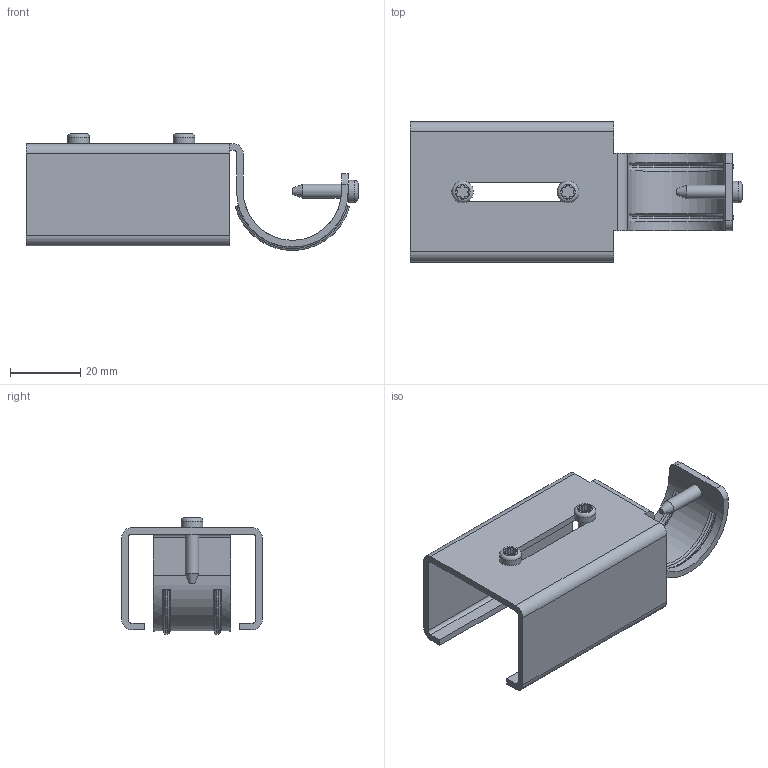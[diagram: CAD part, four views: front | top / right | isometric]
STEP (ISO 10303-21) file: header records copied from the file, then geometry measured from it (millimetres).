
FILE_DESCRIPTION(/* description */ ('Variabilní držák válečkové tratě typ M'),/* implementation_level */ '2;1');
FILE_NAME(/* name */ '700413.stp',/* time_stamp */ '2020-12-11T11:43:06+01:00',/* author */ (''),/* organization */ ('Alutec K&K'),/* preprocessor_version */ 'ST-DEVELOPER v18.1',/* originating_system */ 'Autodesk Inventor 2021',/* authorisation */ '');
FILE_SCHEMA (('AUTOMOTIVE_DESIGN { 1 0 10303 214 3 1 1 }'));
Length unit declared in the file: millimetre
Products named in the file (3): 700413; 700413_001; 700413_002
Assembly tree (4 placements, depth 2):
  700413
    700413_001
    700413_002  x3
Bounding box: 94.6 x 40 x 33.24 mm (x, y, z)
Volume: 14209.7 mm3; surface area: 16360.4 mm2
Topology: 4 solids, 4 shells, 165 faces, 442 edges, 293 vertices
Faces by surface type: plane 80, cylinder 63, torus 19, cone 3
Full cylindrical faces by diameter (mm): 3.9 x3, 4.2 x1, 6.2 x3
Entity records: 3389 total; most frequent: DIRECTION 612, CARTESIAN_POINT 601, ORIENTED_EDGE 552, EDGE_CURVE 276, AXIS2_PLACEMENT_3D 230, VERTEX_POINT 183, LINE 152, VECTOR 152
